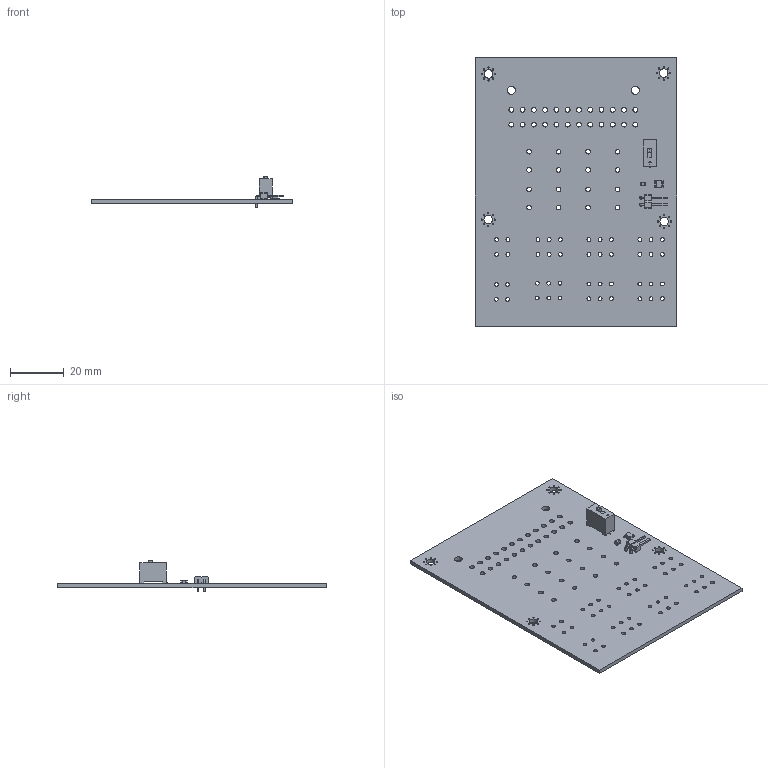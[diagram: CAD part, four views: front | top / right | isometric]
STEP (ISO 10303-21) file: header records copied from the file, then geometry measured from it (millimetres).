
FILE_DESCRIPTION(('KiCad electronic assembly'),'2;1');
FILE_NAME('ATX Breakout.step','2025-12-07T14:59:37',('Pcbnew'),('Kicad') ,'Open CASCADE STEP processor 7.8','KiCad to STEP converter','Unknown' );
FILE_SCHEMA(('AUTOMOTIVE_DESIGN { 1 0 10303 214 1 1 1 1 }'));
Length unit declared in the file: millimetre
Products named in the file (6): ATX Breakout 1; SW_DIP_SPSTx01_Slide_9.78x4.72mm_W8.61mm_P2.54mm; LED_1210_3225Metric; C_0805_2012Metric; PinHeader_1x02_P2.54mm_Horizontal; ATX Breakout_PCB
Assembly tree (5 placements, depth 2):
  ATX Breakout 1
    SW_DIP_SPSTx01_Slide_9.78x4.72mm_W8.61mm_P2.54mm
    LED_1210_3225Metric
    C_0805_2012Metric
    PinHeader_1x02_P2.54mm_Horizontal
    ATX Breakout_PCB
Bounding box: 75 x 100 x 11.6 mm (x, y, z)
Volume: 11375.2 mm3; surface area: 16372.4 mm2
Topology: 5 solids, 5 shells, 318 faces, 870 edges, 573 vertices
Faces by surface type: plane 166, cylinder 152
Full cylindrical faces by diameter (mm): 0.5 x32, 1 x2, 1.4 x44, 1.7 x16, 1.8 x24, 3 x2, 3.2 x4
Entity records: 12053 total; most frequent: DIRECTION 1822, CARTESIAN_POINT 1767, ORIENTED_EDGE 1740, EDGE_CURVE 870, AXIS2_PLACEMENT_3D 628, FACE_BOUND 577, EDGE_LOOP 577, VERTEX_POINT 573
